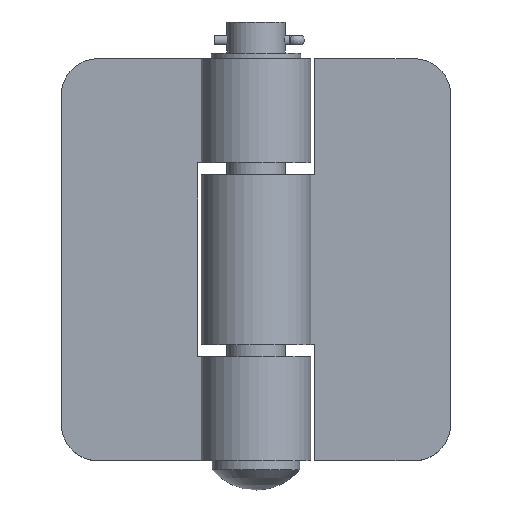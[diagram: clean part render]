
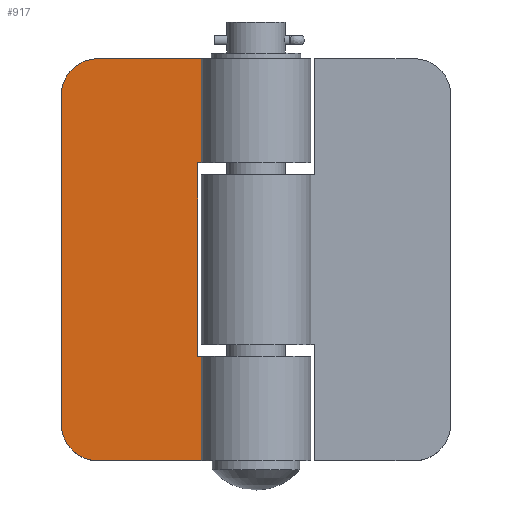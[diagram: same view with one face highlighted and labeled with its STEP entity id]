
A CAD part, top view. The second image highlights one B-rep face of the part: STEP entity #917.
In plain terms, the highlighted face is planar.
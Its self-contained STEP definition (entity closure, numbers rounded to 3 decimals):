
#55=PLANE('',#988);
#89=FACE_OUTER_BOUND('',#145,.T.);
#145=EDGE_LOOP('',(#681,#682,#683,#684,#685,#686,#687,#688,#689,#690));
#204=LINE('',#1391,#281);
#214=LINE('',#1419,#291);
#216=LINE('',#1426,#293);
#218=LINE('',#1432,#295);
#221=LINE('',#1441,#298);
#224=LINE('',#1447,#301);
#225=LINE('',#1450,#302);
#226=LINE('',#1451,#303);
#281=VECTOR('',#1091,90.);
#291=VECTOR('',#1115,43.25);
#293=VECTOR('',#1121,16.);
#295=VECTOR('',#1127,53.);
#298=VECTOR('',#1136,16.);
#301=VECTOR('',#1145,28.5);
#302=VECTOR('',#1148,28.5);
#303=VECTOR('',#1149,43.25);
#355=CIRCLE('',#969,10.);
#357=CIRCLE('',#974,10.);
#407=VERTEX_POINT('',#1381);
#408=VERTEX_POINT('',#1383);
#410=VERTEX_POINT('',#1389);
#418=VERTEX_POINT('',#1409);
#421=VERTEX_POINT('',#1417);
#423=VERTEX_POINT('',#1423);
#424=VERTEX_POINT('',#1425);
#426=VERTEX_POINT('',#1431);
#429=VERTEX_POINT('',#1439);
#430=VERTEX_POINT('',#1449);
#497=EDGE_CURVE('',#407,#408,#355,.T.);
#501=EDGE_CURVE('',#407,#410,#204,.T.);
#510=EDGE_CURVE('',#418,#410,#357,.T.);
#515=EDGE_CURVE('',#418,#421,#214,.T.);
#518=EDGE_CURVE('',#424,#423,#216,.T.);
#521=EDGE_CURVE('',#423,#426,#218,.T.);
#526=EDGE_CURVE('',#426,#429,#221,.T.);
#529=EDGE_CURVE('',#424,#421,#224,.T.);
#530=EDGE_CURVE('',#430,#429,#225,.T.);
#531=EDGE_CURVE('',#430,#408,#226,.T.);
#681=ORIENTED_EDGE('',*,*,#497,.F.);
#682=ORIENTED_EDGE('',*,*,#501,.T.);
#683=ORIENTED_EDGE('',*,*,#510,.F.);
#684=ORIENTED_EDGE('',*,*,#515,.T.);
#685=ORIENTED_EDGE('',*,*,#529,.F.);
#686=ORIENTED_EDGE('',*,*,#518,.T.);
#687=ORIENTED_EDGE('',*,*,#521,.T.);
#688=ORIENTED_EDGE('',*,*,#526,.T.);
#689=ORIENTED_EDGE('',*,*,#530,.F.);
#690=ORIENTED_EDGE('',*,*,#531,.T.);
#917=ADVANCED_FACE('',(#89),#55,.T.);
#969=AXIS2_PLACEMENT_3D('',#1384,#1084,#1085);
#974=AXIS2_PLACEMENT_3D('',#1410,#1105,#1106);
#988=AXIS2_PLACEMENT_3D('',#1448,#1146,#1147);
#1084=DIRECTION('center_axis',(0.,-1.,0.));
#1085=DIRECTION('ref_axis',(-0.707,0.,-0.707));
#1091=DIRECTION('',(0.,0.,1.));
#1105=DIRECTION('center_axis',(0.,-1.,0.));
#1106=DIRECTION('ref_axis',(-0.707,0.,0.707));
#1115=DIRECTION('',(1.,0.,0.));
#1121=DIRECTION('',(-1.,0.,0.));
#1127=DIRECTION('',(0.,0.,-1.));
#1136=DIRECTION('',(1.,0.,0.));
#1145=DIRECTION('',(0.,0.,1.));
#1146=DIRECTION('center_axis',(0.,1.,0.));
#1147=DIRECTION('ref_axis',(0.,0.,1.));
#1148=DIRECTION('',(0.,0.,1.));
#1149=DIRECTION('',(-1.,0.,0.));
#1381=CARTESIAN_POINT('',(-53.25,5.8,-45.));
#1383=CARTESIAN_POINT('',(-43.25,5.8,-55.));
#1384=CARTESIAN_POINT('Origin',(-43.25,5.8,-45.));
#1389=CARTESIAN_POINT('',(-53.25,5.8,45.));
#1391=CARTESIAN_POINT('',(-53.25,5.8,0.));
#1409=CARTESIAN_POINT('',(-43.25,5.8,55.));
#1410=CARTESIAN_POINT('Origin',(-43.25,5.8,45.));
#1417=CARTESIAN_POINT('',(0.,5.8,55.));
#1419=CARTESIAN_POINT('',(0.,5.8,55.));
#1423=CARTESIAN_POINT('',(-16.,5.8,26.5));
#1425=CARTESIAN_POINT('',(0.,5.8,26.5));
#1426=CARTESIAN_POINT('',(-19.125,5.8,26.5));
#1431=CARTESIAN_POINT('',(-16.,5.8,-26.5));
#1432=CARTESIAN_POINT('',(-16.,5.8,-11.625));
#1439=CARTESIAN_POINT('',(0.,5.8,-26.5));
#1441=CARTESIAN_POINT('',(-34.625,5.8,-26.5));
#1447=CARTESIAN_POINT('',(0.,5.8,0.));
#1448=CARTESIAN_POINT('Origin',(-53.25,5.8,0.));
#1449=CARTESIAN_POINT('',(0.,5.8,-55.));
#1450=CARTESIAN_POINT('',(0.,5.8,0.));
#1451=CARTESIAN_POINT('',(0.,5.8,-55.));
